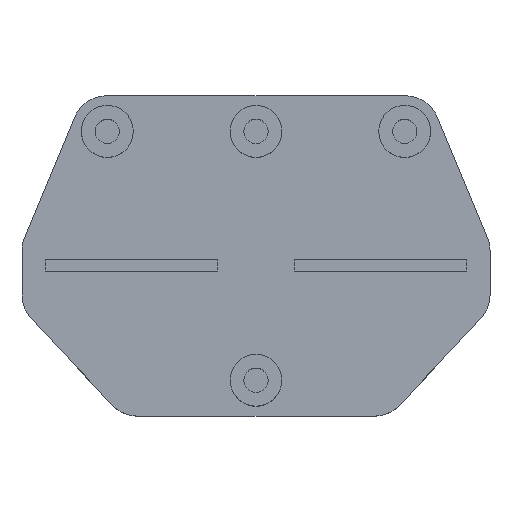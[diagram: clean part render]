
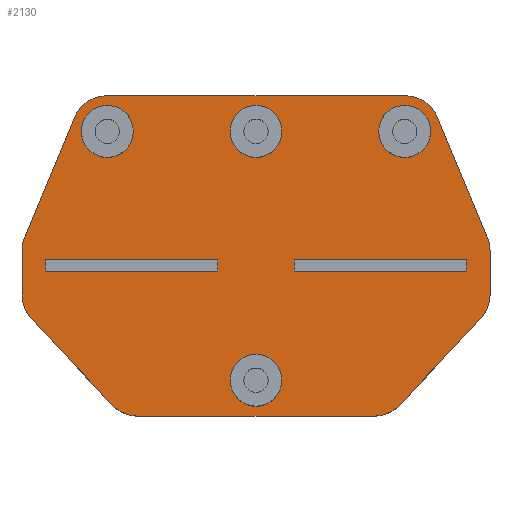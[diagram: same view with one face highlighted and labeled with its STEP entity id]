
A CAD part, top view. The second image highlights one B-rep face of the part: STEP entity #2130.
In plain terms, the highlighted planar face has unit normal (0, 0, 1).
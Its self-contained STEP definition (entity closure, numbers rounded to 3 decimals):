
#17=FACE_BOUND('',#343,.T.);
#18=FACE_BOUND('',#344,.T.);
#19=FACE_BOUND('',#345,.T.);
#20=FACE_BOUND('',#346,.T.);
#21=FACE_BOUND('',#347,.T.);
#22=FACE_BOUND('',#348,.T.);
#89=CIRCLE('',#2219,3.);
#90=CIRCLE('',#2222,3.);
#91=CIRCLE('',#2225,3.);
#92=CIRCLE('',#2228,3.);
#93=CIRCLE('',#2231,3.);
#94=CIRCLE('',#2234,3.);
#95=CIRCLE('',#2237,3.);
#96=CIRCLE('',#2240,3.);
#117=CIRCLE('',#2293,7.5);
#119=CIRCLE('',#2296,7.5);
#121=CIRCLE('',#2301,7.5);
#123=CIRCLE('',#2305,7.5);
#127=CIRCLE('',#2314,2.25);
#129=CIRCLE('',#2317,2.25);
#131=CIRCLE('',#2320,2.25);
#133=CIRCLE('',#2323,2.25);
#228=FACE_OUTER_BOUND('',#342,.T.);
#342=EDGE_LOOP('',(#1824,#1825,#1826,#1827,#1828,#1829,#1830,#1831,#1832,
#1833,#1834,#1835,#1836,#1837,#1838,#1839));
#343=EDGE_LOOP('',(#1840,#1841,#1842,#1843));
#344=EDGE_LOOP('',(#1844,#1845,#1846,#1847));
#345=EDGE_LOOP('',(#1848));
#346=EDGE_LOOP('',(#1849));
#347=EDGE_LOOP('',(#1850));
#348=EDGE_LOOP('',(#1851));
#473=LINE('',#3219,#697);
#476=LINE('',#3227,#700);
#479=LINE('',#3235,#703);
#482=LINE('',#3243,#706);
#485=LINE('',#3251,#709);
#488=LINE('',#3259,#712);
#491=LINE('',#3267,#715);
#493=LINE('',#3273,#717);
#554=LINE('',#3467,#778);
#559=LINE('',#3483,#783);
#562=LINE('',#3491,#786);
#567=LINE('',#3504,#791);
#697=VECTOR('',#2547,10.);
#700=VECTOR('',#2556,10.);
#703=VECTOR('',#2565,10.);
#706=VECTOR('',#2574,10.);
#709=VECTOR('',#2583,10.);
#712=VECTOR('',#2592,10.);
#715=VECTOR('',#2601,10.);
#717=VECTOR('',#2609,10.);
#778=VECTOR('',#2768,10.);
#783=VECTOR('',#2787,10.);
#786=VECTOR('',#2792,10.);
#791=VECTOR('',#2805,10.);
#936=VERTEX_POINT('',#3211);
#937=VERTEX_POINT('',#3213);
#938=VERTEX_POINT('',#3217);
#939=VERTEX_POINT('',#3221);
#940=VERTEX_POINT('',#3225);
#941=VERTEX_POINT('',#3229);
#942=VERTEX_POINT('',#3233);
#943=VERTEX_POINT('',#3237);
#944=VERTEX_POINT('',#3241);
#945=VERTEX_POINT('',#3245);
#946=VERTEX_POINT('',#3249);
#947=VERTEX_POINT('',#3253);
#948=VERTEX_POINT('',#3257);
#949=VERTEX_POINT('',#3261);
#950=VERTEX_POINT('',#3265);
#951=VERTEX_POINT('',#3269);
#1002=VERTEX_POINT('',#3464);
#1003=VERTEX_POINT('',#3466);
#1005=VERTEX_POINT('',#3472);
#1007=VERTEX_POINT('',#3478);
#1010=VERTEX_POINT('',#3488);
#1011=VERTEX_POINT('',#3490);
#1013=VERTEX_POINT('',#3496);
#1015=VERTEX_POINT('',#3502);
#1020=VERTEX_POINT('',#3525);
#1022=VERTEX_POINT('',#3531);
#1024=VERTEX_POINT('',#3537);
#1026=VERTEX_POINT('',#3543);
#1148=EDGE_CURVE('',#936,#937,#89,.T.);
#1151=EDGE_CURVE('',#936,#938,#473,.T.);
#1153=EDGE_CURVE('',#939,#938,#90,.T.);
#1155=EDGE_CURVE('',#939,#940,#476,.T.);
#1157=EDGE_CURVE('',#941,#940,#91,.T.);
#1159=EDGE_CURVE('',#941,#942,#479,.T.);
#1161=EDGE_CURVE('',#943,#942,#92,.T.);
#1163=EDGE_CURVE('',#943,#944,#482,.T.);
#1165=EDGE_CURVE('',#945,#944,#93,.T.);
#1167=EDGE_CURVE('',#945,#946,#485,.T.);
#1169=EDGE_CURVE('',#947,#946,#94,.T.);
#1171=EDGE_CURVE('',#947,#948,#488,.T.);
#1173=EDGE_CURVE('',#949,#948,#95,.T.);
#1175=EDGE_CURVE('',#949,#950,#491,.T.);
#1177=EDGE_CURVE('',#951,#950,#96,.T.);
#1178=EDGE_CURVE('',#951,#937,#493,.T.);
#1266=EDGE_CURVE('',#1003,#1002,#554,.T.);
#1269=EDGE_CURVE('',#1005,#1003,#117,.T.);
#1273=EDGE_CURVE('',#1002,#1007,#119,.T.);
#1275=EDGE_CURVE('',#1007,#1005,#559,.T.);
#1278=EDGE_CURVE('',#1011,#1010,#562,.T.);
#1282=EDGE_CURVE('',#1010,#1013,#121,.T.);
#1285=EDGE_CURVE('',#1013,#1015,#567,.T.);
#1287=EDGE_CURVE('',#1015,#1011,#123,.T.);
#1297=EDGE_CURVE('',#1020,#1020,#127,.T.);
#1300=EDGE_CURVE('',#1022,#1022,#129,.T.);
#1303=EDGE_CURVE('',#1024,#1024,#131,.T.);
#1306=EDGE_CURVE('',#1026,#1026,#133,.T.);
#1824=ORIENTED_EDGE('',*,*,#1165,.F.);
#1825=ORIENTED_EDGE('',*,*,#1167,.T.);
#1826=ORIENTED_EDGE('',*,*,#1169,.F.);
#1827=ORIENTED_EDGE('',*,*,#1171,.T.);
#1828=ORIENTED_EDGE('',*,*,#1173,.F.);
#1829=ORIENTED_EDGE('',*,*,#1175,.T.);
#1830=ORIENTED_EDGE('',*,*,#1177,.F.);
#1831=ORIENTED_EDGE('',*,*,#1178,.T.);
#1832=ORIENTED_EDGE('',*,*,#1148,.F.);
#1833=ORIENTED_EDGE('',*,*,#1151,.T.);
#1834=ORIENTED_EDGE('',*,*,#1153,.F.);
#1835=ORIENTED_EDGE('',*,*,#1155,.T.);
#1836=ORIENTED_EDGE('',*,*,#1157,.F.);
#1837=ORIENTED_EDGE('',*,*,#1159,.T.);
#1838=ORIENTED_EDGE('',*,*,#1161,.F.);
#1839=ORIENTED_EDGE('',*,*,#1163,.T.);
#1840=ORIENTED_EDGE('',*,*,#1273,.T.);
#1841=ORIENTED_EDGE('',*,*,#1275,.T.);
#1842=ORIENTED_EDGE('',*,*,#1269,.T.);
#1843=ORIENTED_EDGE('',*,*,#1266,.T.);
#1844=ORIENTED_EDGE('',*,*,#1285,.T.);
#1845=ORIENTED_EDGE('',*,*,#1287,.T.);
#1846=ORIENTED_EDGE('',*,*,#1278,.T.);
#1847=ORIENTED_EDGE('',*,*,#1282,.T.);
#1848=ORIENTED_EDGE('',*,*,#1297,.T.);
#1849=ORIENTED_EDGE('',*,*,#1300,.T.);
#1850=ORIENTED_EDGE('',*,*,#1303,.T.);
#1851=ORIENTED_EDGE('',*,*,#1306,.T.);
#2021=PLANE('',#2340);
#2130=ADVANCED_FACE('',(#228,#17,#18,#19,#20,#21,#22),#2021,.T.);
#2219=AXIS2_PLACEMENT_3D('',#3214,#2541,#2542);
#2222=AXIS2_PLACEMENT_3D('',#3223,#2551,#2552);
#2225=AXIS2_PLACEMENT_3D('',#3231,#2560,#2561);
#2228=AXIS2_PLACEMENT_3D('',#3239,#2569,#2570);
#2231=AXIS2_PLACEMENT_3D('',#3247,#2578,#2579);
#2234=AXIS2_PLACEMENT_3D('',#3255,#2587,#2588);
#2237=AXIS2_PLACEMENT_3D('',#3263,#2596,#2597);
#2240=AXIS2_PLACEMENT_3D('',#3271,#2605,#2606);
#2293=AXIS2_PLACEMENT_3D('',#3473,#2774,#2775);
#2296=AXIS2_PLACEMENT_3D('',#3480,#2782,#2783);
#2301=AXIS2_PLACEMENT_3D('',#3498,#2799,#2800);
#2305=AXIS2_PLACEMENT_3D('',#3507,#2810,#2811);
#2314=AXIS2_PLACEMENT_3D('',#3527,#2834,#2835);
#2317=AXIS2_PLACEMENT_3D('',#3533,#2841,#2842);
#2320=AXIS2_PLACEMENT_3D('',#3539,#2848,#2849);
#2323=AXIS2_PLACEMENT_3D('',#3545,#2855,#2856);
#2340=AXIS2_PLACEMENT_3D('',#3577,#2900,#2901);
#2541=DIRECTION('center_axis',(0.,0.,-1.));
#2542=DIRECTION('ref_axis',(-0.93,-0.367,0.));
#2547=DIRECTION('',(0.683,-0.73,0.));
#2551=DIRECTION('center_axis',(0.,0.,-1.));
#2552=DIRECTION('ref_axis',(-0.398,-0.917,0.));
#2556=DIRECTION('',(1.,0.,0.));
#2560=DIRECTION('center_axis',(0.,0.,-1.));
#2561=DIRECTION('ref_axis',(0.398,-0.917,0.));
#2565=DIRECTION('',(0.683,0.73,0.));
#2569=DIRECTION('center_axis',(0.,0.,-1.));
#2570=DIRECTION('ref_axis',(0.93,-0.367,0.));
#2574=DIRECTION('',(0.,1.,0.));
#2578=DIRECTION('center_axis',(0.,0.,-1.));
#2579=DIRECTION('ref_axis',(0.981,0.196,0.));
#2583=DIRECTION('',(-0.384,0.923,0.));
#2587=DIRECTION('center_axis',(0.,0.,-1.));
#2588=DIRECTION('ref_axis',(0.555,0.832,0.));
#2592=DIRECTION('',(-1.,0.,0.));
#2596=DIRECTION('center_axis',(0.,0.,-1.));
#2597=DIRECTION('ref_axis',(-0.555,0.832,0.));
#2601=DIRECTION('',(-0.384,-0.923,0.));
#2605=DIRECTION('center_axis',(0.,0.,-1.));
#2606=DIRECTION('ref_axis',(-0.981,0.196,0.));
#2609=DIRECTION('',(0.,-1.,0.));
#2768=DIRECTION('',(-1.,0.,0.));
#2774=DIRECTION('center_axis',(0.,0.,-1.));
#2775=DIRECTION('ref_axis',(1.,0.,0.));
#2782=DIRECTION('center_axis',(0.,0.,-1.));
#2783=DIRECTION('ref_axis',(1.,0.,0.));
#2787=DIRECTION('',(1.,0.,0.));
#2792=DIRECTION('',(1.,0.,0.));
#2799=DIRECTION('center_axis',(0.,0.,-1.));
#2800=DIRECTION('ref_axis',(1.,0.,0.));
#2805=DIRECTION('',(-1.,0.,0.));
#2810=DIRECTION('center_axis',(0.,0.,-1.));
#2811=DIRECTION('ref_axis',(1.,0.,0.));
#2834=DIRECTION('center_axis',(0.,0.,-1.));
#2835=DIRECTION('ref_axis',(1.,0.,0.));
#2841=DIRECTION('center_axis',(0.,0.,-1.));
#2842=DIRECTION('ref_axis',(1.,0.,0.));
#2848=DIRECTION('center_axis',(0.,0.,-1.));
#2849=DIRECTION('ref_axis',(1.,0.,0.));
#2855=DIRECTION('center_axis',(0.,0.,-1.));
#2856=DIRECTION('ref_axis',(1.,0.,0.));
#2900=DIRECTION('center_axis',(0.,0.,1.));
#2901=DIRECTION('ref_axis',(1.,0.,0.));
#3211=CARTESIAN_POINT('',(-19.491,-16.228,3.25));
#3213=CARTESIAN_POINT('',(-20.3,-14.178,3.25));
#3214=CARTESIAN_POINT('Origin',(-17.3,-14.178,3.25));
#3217=CARTESIAN_POINT('',(-12.464,-23.737,3.25));
#3219=CARTESIAN_POINT('',(-20.3,-15.363,3.25));
#3221=CARTESIAN_POINT('',(-10.274,-24.688,3.25));
#3223=CARTESIAN_POINT('Origin',(-10.274,-21.688,3.25));
#3225=CARTESIAN_POINT('',(10.274,-24.688,3.25));
#3227=CARTESIAN_POINT('',(-20.3,-24.688,3.25));
#3229=CARTESIAN_POINT('',(12.464,-23.737,3.25));
#3231=CARTESIAN_POINT('Origin',(10.274,-21.688,3.25));
#3233=CARTESIAN_POINT('',(19.491,-16.228,3.25));
#3235=CARTESIAN_POINT('',(11.575,-24.688,3.25));
#3237=CARTESIAN_POINT('',(20.3,-14.178,3.25));
#3239=CARTESIAN_POINT('Origin',(17.3,-14.178,3.25));
#3241=CARTESIAN_POINT('',(20.3,-10.313,3.25));
#3243=CARTESIAN_POINT('',(20.3,-24.688,3.25));
#3245=CARTESIAN_POINT('',(20.07,-9.161,3.25));
#3247=CARTESIAN_POINT('Origin',(17.3,-10.313,3.25));
#3249=CARTESIAN_POINT('',(15.736,1.253,3.25));
#3251=CARTESIAN_POINT('',(20.3,-9.714,3.25));
#3253=CARTESIAN_POINT('',(12.967,3.1,3.25));
#3255=CARTESIAN_POINT('Origin',(12.967,0.1,3.25));
#3257=CARTESIAN_POINT('',(-12.967,3.1,3.25));
#3259=CARTESIAN_POINT('',(20.3,3.1,3.25));
#3261=CARTESIAN_POINT('',(-15.736,1.253,3.25));
#3263=CARTESIAN_POINT('Origin',(-12.967,0.1,3.25));
#3265=CARTESIAN_POINT('',(-20.07,-9.161,3.25));
#3267=CARTESIAN_POINT('',(-14.968,3.1,3.25));
#3269=CARTESIAN_POINT('',(-20.3,-10.313,3.25));
#3271=CARTESIAN_POINT('Origin',(-17.3,-10.313,3.25));
#3273=CARTESIAN_POINT('',(-20.3,3.1,3.25));
#3464=CARTESIAN_POINT('',(-18.283,-12.112,3.25));
#3466=CARTESIAN_POINT('',(-3.317,-12.112,3.25));
#3467=CARTESIAN_POINT('',(-9.142,-12.112,3.25));
#3472=CARTESIAN_POINT('',(-3.317,-11.112,3.25));
#3473=CARTESIAN_POINT('Origin',(-10.8,-11.612,3.25));
#3478=CARTESIAN_POINT('',(-18.283,-11.112,3.25));
#3480=CARTESIAN_POINT('Origin',(-10.8,-11.612,3.25));
#3483=CARTESIAN_POINT('',(-1.658,-11.112,3.25));
#3488=CARTESIAN_POINT('',(18.283,-11.112,3.25));
#3490=CARTESIAN_POINT('',(3.317,-11.112,3.25));
#3491=CARTESIAN_POINT('',(9.142,-11.112,3.25));
#3496=CARTESIAN_POINT('',(18.283,-12.112,3.25));
#3498=CARTESIAN_POINT('Origin',(10.8,-11.612,3.25));
#3502=CARTESIAN_POINT('',(3.317,-12.112,3.25));
#3504=CARTESIAN_POINT('',(1.658,-12.112,3.25));
#3507=CARTESIAN_POINT('Origin',(10.8,-11.612,3.25));
#3525=CARTESIAN_POINT('',(10.65,0.,3.25));
#3527=CARTESIAN_POINT('Origin',(12.9,0.,3.25));
#3531=CARTESIAN_POINT('',(-15.15,0.,3.25));
#3533=CARTESIAN_POINT('Origin',(-12.9,0.,3.25));
#3537=CARTESIAN_POINT('',(-2.25,0.,3.25));
#3539=CARTESIAN_POINT('Origin',(0.,0.,3.25));
#3543=CARTESIAN_POINT('',(-2.25,-21.588,3.25));
#3545=CARTESIAN_POINT('Origin',(0.,-21.588,3.25));
#3577=CARTESIAN_POINT('Origin',(0.,-10.794,
3.25));
